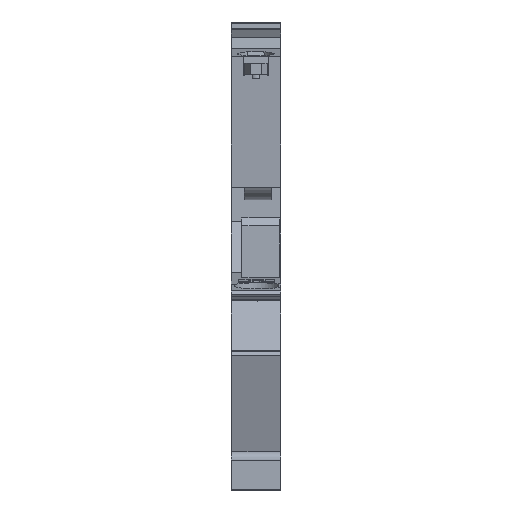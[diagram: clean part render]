
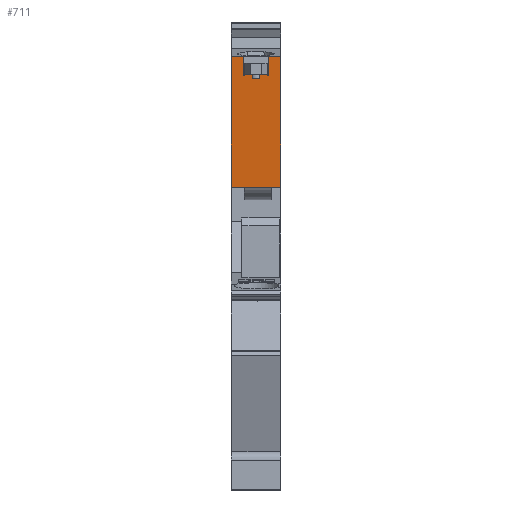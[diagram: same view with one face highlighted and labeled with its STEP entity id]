
A CAD part, front view. The second image highlights one B-rep face of the part: STEP entity #711.
In plain terms, the highlighted planar face has unit normal (0, -0.996, -0.087).
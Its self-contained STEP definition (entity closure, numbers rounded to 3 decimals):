
#711=ADVANCED_FACE('',(#1662),#1663,.F.);
#1662=FACE_OUTER_BOUND('',#2856,.T.);
#1663=PLANE('',#2857);
#2856=EDGE_LOOP('',(#5153,#5154,#5155,#5156,#5157,#5158,#5159,#5160,#5161,#5162,#5163,#5164,#5165,#5166,#5167,#5168));
#2857=AXIS2_PLACEMENT_3D('',#5169,#5170,#5171);
#5153=ORIENTED_EDGE('',*,*,#8180,.T.);
#5154=ORIENTED_EDGE('',*,*,#8181,.T.);
#5155=ORIENTED_EDGE('',*,*,#8182,.F.);
#5156=ORIENTED_EDGE('',*,*,#8183,.T.);
#5157=ORIENTED_EDGE('',*,*,#7736,.F.);
#5158=ORIENTED_EDGE('',*,*,#8184,.T.);
#5159=ORIENTED_EDGE('',*,*,#8185,.T.);
#5160=ORIENTED_EDGE('',*,*,#8186,.F.);
#5161=ORIENTED_EDGE('',*,*,#8187,.F.);
#5162=ORIENTED_EDGE('',*,*,#8188,.T.);
#5163=ORIENTED_EDGE('',*,*,#8189,.F.);
#5164=ORIENTED_EDGE('',*,*,#8190,.F.);
#5165=ORIENTED_EDGE('',*,*,#8191,.F.);
#5166=ORIENTED_EDGE('',*,*,#8192,.T.);
#5167=ORIENTED_EDGE('',*,*,#8166,.F.);
#5168=ORIENTED_EDGE('',*,*,#8193,.F.);
#5169=CARTESIAN_POINT('',(0.,12.809,43.975));
#5170=DIRECTION('',(0.,0.996,0.087));
#5171=DIRECTION('',(-1.0,0.,0.));
#7736=EDGE_CURVE('',#9445,#9447,#9448,.T.);
#8166=EDGE_CURVE('',#10114,#10106,#10116,.T.);
#8180=EDGE_CURVE('',#10138,#10139,#10140,.T.);
#8181=EDGE_CURVE('',#10139,#10141,#10142,.T.);
#8182=EDGE_CURVE('',#10143,#10141,#10144,.T.);
#8183=EDGE_CURVE('',#10143,#9447,#10145,.T.);
#8184=EDGE_CURVE('',#9445,#10146,#10147,.T.);
#8185=EDGE_CURVE('',#10146,#10148,#10149,.T.);
#8186=EDGE_CURVE('',#10150,#10148,#10151,.T.);
#8187=EDGE_CURVE('',#10152,#10150,#10153,.T.);
#8188=EDGE_CURVE('',#10152,#10154,#10155,.T.);
#8189=EDGE_CURVE('',#10156,#10154,#10157,.T.);
#8190=EDGE_CURVE('',#10158,#10156,#10159,.T.);
#8191=EDGE_CURVE('',#10160,#10158,#10161,.T.);
#8192=EDGE_CURVE('',#10160,#10106,#10162,.T.);
#8193=EDGE_CURVE('',#10138,#10114,#10163,.T.);
#9445=VERTEX_POINT('',#12154);
#9447=VERTEX_POINT('',#12157);
#9448=LINE('',#12158,#12159);
#10106=VERTEX_POINT('',#13900);
#10114=VERTEX_POINT('',#13912);
#10116=LINE('',#13915,#13916);
#10138=VERTEX_POINT('',#13948);
#10139=VERTEX_POINT('',#13949);
#10140=LINE('',#13950,#13951);
#10141=VERTEX_POINT('',#13952);
#10142=LINE('',#13953,#13954);
#10143=VERTEX_POINT('',#13955);
#10144=LINE('',#13956,#13957);
#10145=LINE('',#13958,#13959);
#10146=VERTEX_POINT('',#13960);
#10147=LINE('',#13961,#13962);
#10148=VERTEX_POINT('',#13963);
#10149=LINE('',#13964,#13965);
#10150=VERTEX_POINT('',#13966);
#10151=LINE('',#13967,#13968);
#10152=VERTEX_POINT('',#13969);
#10153=LINE('',#13970,#13971);
#10154=VERTEX_POINT('',#13972);
#10155=LINE('',#13973,#13974);
#10156=VERTEX_POINT('',#13975);
#10157=ELLIPSE('',#13976,6.884,0.6);
#10158=VERTEX_POINT('',#13977);
#10159=LINE('',#13978,#13979);
#10160=VERTEX_POINT('',#13980);
#10161=ELLIPSE('',#13981,6.884,0.6);
#10162=LINE('',#13982,#13983);
#10163=LINE('',#13984,#13985);
#12154=CARTESIAN_POINT('',(5.15,12.71,45.1));
#12157=CARTESIAN_POINT('',(5.15,13.9,31.5));
#12158=CARTESIAN_POINT('',(5.15,17.706,-12.));
#12159=VECTOR('',#16762,1.0);
#13900=CARTESIAN_POINT('',(1.4,12.876,43.2));
#13912=CARTESIAN_POINT('',(1.4,12.885,43.1));
#13915=CARTESIAN_POINT('',(1.4,17.706,-12.));
#13916=VECTOR('',#17140,1.0);
#13948=CARTESIAN_POINT('',(1.3,12.885,43.1));
#13949=CARTESIAN_POINT('',(1.3,12.71,45.1));
#13950=CARTESIAN_POINT('',(1.3,17.706,-12.));
#13951=VECTOR('',#17151,1.0);
#13952=CARTESIAN_POINT('',(0.,12.71,45.1));
#13953=CARTESIAN_POINT('',(-7.2,12.71,45.1));
#13954=VECTOR('',#17152,1.0);
#13955=CARTESIAN_POINT('',(0.,13.9,31.5));
#13956=CARTESIAN_POINT('',(0.,17.706,-12.));
#13957=VECTOR('',#17153,1.0);
#13958=CARTESIAN_POINT('',(-7.2,13.9,31.5));
#13959=VECTOR('',#17154,1.0);
#13960=CARTESIAN_POINT('',(3.85,12.71,45.1));
#13961=CARTESIAN_POINT('',(-7.2,12.71,45.1));
#13962=VECTOR('',#17155,1.0);
#13963=CARTESIAN_POINT('',(3.85,12.885,43.1));
#13964=CARTESIAN_POINT('',(3.85,17.706,-12.));
#13965=VECTOR('',#17156,1.0);
#13966=CARTESIAN_POINT('',(3.75,12.885,43.1));
#13967=CARTESIAN_POINT('',(-7.2,12.885,43.1));
#13968=VECTOR('',#17157,1.0);
#13969=CARTESIAN_POINT('',(3.75,12.876,43.2));
#13970=CARTESIAN_POINT('',(3.75,17.706,-12.));
#13971=VECTOR('',#17158,1.0);
#13972=CARTESIAN_POINT('',(2.875,12.876,43.2));
#13973=CARTESIAN_POINT('',(-1.,12.876,43.2));
#13974=VECTOR('',#17159,1.0);
#13975=CARTESIAN_POINT('',(2.928,12.91,42.81));
#13976=AXIS2_PLACEMENT_3D('',#17160,#17161,#17162);
#13977=CARTESIAN_POINT('',(2.225,12.908,42.835));
#13978=CARTESIAN_POINT('',(-1.,12.899,42.947));
#13979=VECTOR('',#17163,1.0);
#13980=CARTESIAN_POINT('',(2.275,12.876,43.2));
#13981=AXIS2_PLACEMENT_3D('',#17164,#17165,#17166);
#13982=CARTESIAN_POINT('',(-1.,12.876,43.2));
#13983=VECTOR('',#17167,1.0);
#13984=CARTESIAN_POINT('',(-7.2,12.885,43.1));
#13985=VECTOR('',#17168,1.0);
#16762=DIRECTION('',(0.,0.087,-0.996));
#17140=DIRECTION('',(0.,-0.087,0.996));
#17151=DIRECTION('',(0.,-0.087,0.996));
#17152=DIRECTION('',(-1.0,0.,0.));
#17153=DIRECTION('',(0.,-0.087,0.996));
#17154=DIRECTION('',(1.0,0.,0.));
#17155=DIRECTION('',(-1.0,0.,0.));
#17156=DIRECTION('',(0.,0.087,-0.996));
#17157=DIRECTION('',(1.0,0.,0.));
#17158=DIRECTION('',(0.,0.087,-0.996));
#17159=DIRECTION('',(-1.0,0.,0.));
#17160=CARTESIAN_POINT('',(2.575,13.396,37.263));
#17161=DIRECTION('',(0.,-0.996,-0.087));
#17162=DIRECTION('',(0.,0.087,-0.996));
#17163=DIRECTION('',(0.999,0.003,-0.035));
#17164=CARTESIAN_POINT('',(2.575,13.396,37.263));
#17165=DIRECTION('',(0.,-0.996,-0.087));
#17166=DIRECTION('',(0.,0.087,-0.996));
#17167=DIRECTION('',(-1.0,0.,0.));
#17168=DIRECTION('',(1.0,0.,0.));
